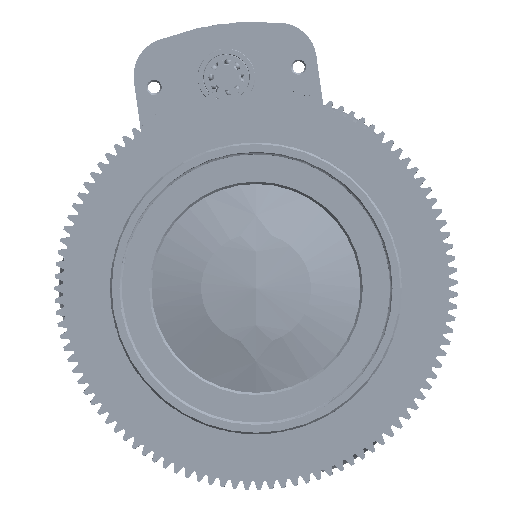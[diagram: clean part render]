
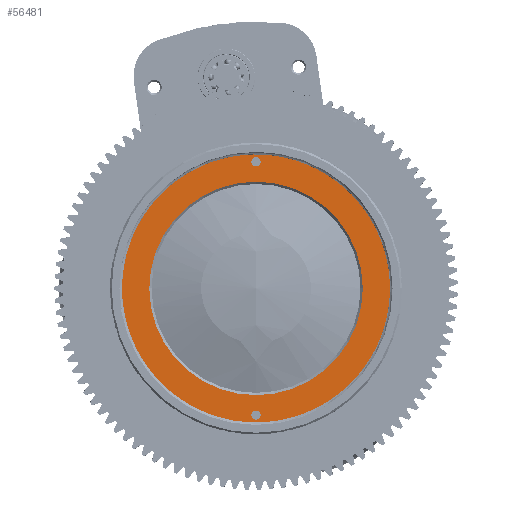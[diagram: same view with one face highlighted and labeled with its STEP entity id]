
A CAD part, left-side view. The second image highlights one B-rep face of the part: STEP entity #56481.
In plain terms, the highlighted planar face has unit normal (-1, 0, 0).
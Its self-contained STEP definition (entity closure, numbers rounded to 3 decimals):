
#56436 = VERTEX_POINT('',#56437);
#56437 = CARTESIAN_POINT('',(-14.879,-13.9,0.));
#56445 = VERTEX_POINT('',#56446);
#56446 = CARTESIAN_POINT('',(-14.879,13.9,0.));
#56452 = EDGE_CURVE('',#56436,#56445,#56453,.T.);
#56453 = CIRCLE('',#56454,13.9);
#56454 = AXIS2_PLACEMENT_3D('',#56455,#56456,#56457);
#56455 = CARTESIAN_POINT('',(-14.879,0.,0.));
#56456 = DIRECTION('',(-1.,0.,0.));
#56457 = DIRECTION('',(0.,-1.,0.));
#56468 = EDGE_CURVE('',#56436,#56445,#56469,.T.);
#56469 = CIRCLE('',#56470,13.9);
#56470 = AXIS2_PLACEMENT_3D('',#56471,#56472,#56473);
#56471 = CARTESIAN_POINT('',(-14.879,0.,0.));
#56472 = DIRECTION('',(1.,0.,0.));
#56473 = DIRECTION('',(0.,-1.,0.));
#56481 = ADVANCED_FACE('',(#56482,#56502,#56506,#56526),#56546,.F.);
#56482 = FACE_BOUND('',#56483,.F.);
#56483 = EDGE_LOOP('',(#56484,#56495));
#56484 = ORIENTED_EDGE('',*,*,#56485,.F.);
#56485 = EDGE_CURVE('',#56486,#56488,#56490,.T.);
#56486 = VERTEX_POINT('',#56487);
#56487 = CARTESIAN_POINT('',(-14.879,-17.85,0.));
#56488 = VERTEX_POINT('',#56489);
#56489 = CARTESIAN_POINT('',(-14.879,17.85,0.));
#56490 = CIRCLE('',#56491,17.85);
#56491 = AXIS2_PLACEMENT_3D('',#56492,#56493,#56494);
#56492 = CARTESIAN_POINT('',(-14.879,0.,0.));
#56493 = DIRECTION('',(-1.,0.,0.));
#56494 = DIRECTION('',(0.,-1.,0.));
#56495 = ORIENTED_EDGE('',*,*,#56496,.T.);
#56496 = EDGE_CURVE('',#56486,#56488,#56497,.T.);
#56497 = CIRCLE('',#56498,17.85);
#56498 = AXIS2_PLACEMENT_3D('',#56499,#56500,#56501);
#56499 = CARTESIAN_POINT('',(-14.879,0.,0.));
#56500 = DIRECTION('',(1.,0.,0.));
#56501 = DIRECTION('',(0.,-1.,0.));
#56502 = FACE_BOUND('',#56503,.F.);
#56503 = EDGE_LOOP('',(#56504,#56505));
#56504 = ORIENTED_EDGE('',*,*,#56468,.F.);
#56505 = ORIENTED_EDGE('',*,*,#56452,.T.);
#56506 = FACE_BOUND('',#56507,.F.);
#56507 = EDGE_LOOP('',(#56508,#56519));
#56508 = ORIENTED_EDGE('',*,*,#56509,.T.);
#56509 = EDGE_CURVE('',#56510,#56512,#56514,.T.);
#56510 = VERTEX_POINT('',#56511);
#56511 = CARTESIAN_POINT('',(-14.879,-16.5,-0.6));
#56512 = VERTEX_POINT('',#56513);
#56513 = CARTESIAN_POINT('',(-14.879,-16.5,0.6));
#56514 = CIRCLE('',#56515,0.6);
#56515 = AXIS2_PLACEMENT_3D('',#56516,#56517,#56518);
#56516 = CARTESIAN_POINT('',(-14.879,-16.5,0.));
#56517 = DIRECTION('',(-1.,0.,0.));
#56518 = DIRECTION('',(0.,0.,-1.));
#56519 = ORIENTED_EDGE('',*,*,#56520,.T.);
#56520 = EDGE_CURVE('',#56512,#56510,#56521,.T.);
#56521 = CIRCLE('',#56522,0.6);
#56522 = AXIS2_PLACEMENT_3D('',#56523,#56524,#56525);
#56523 = CARTESIAN_POINT('',(-14.879,-16.5,0.));
#56524 = DIRECTION('',(-1.,0.,0.));
#56525 = DIRECTION('',(0.,0.,1.));
#56526 = FACE_BOUND('',#56527,.F.);
#56527 = EDGE_LOOP('',(#56528,#56539));
#56528 = ORIENTED_EDGE('',*,*,#56529,.T.);
#56529 = EDGE_CURVE('',#56530,#56532,#56534,.T.);
#56530 = VERTEX_POINT('',#56531);
#56531 = CARTESIAN_POINT('',(-14.879,16.5,-0.6));
#56532 = VERTEX_POINT('',#56533);
#56533 = CARTESIAN_POINT('',(-14.879,16.5,0.6));
#56534 = CIRCLE('',#56535,0.6);
#56535 = AXIS2_PLACEMENT_3D('',#56536,#56537,#56538);
#56536 = CARTESIAN_POINT('',(-14.879,16.5,0.));
#56537 = DIRECTION('',(-1.,0.,0.));
#56538 = DIRECTION('',(0.,0.,-1.));
#56539 = ORIENTED_EDGE('',*,*,#56540,.T.);
#56540 = EDGE_CURVE('',#56532,#56530,#56541,.T.);
#56541 = CIRCLE('',#56542,0.6);
#56542 = AXIS2_PLACEMENT_3D('',#56543,#56544,#56545);
#56543 = CARTESIAN_POINT('',(-14.879,16.5,0.));
#56544 = DIRECTION('',(-1.,0.,0.));
#56545 = DIRECTION('',(0.,0.,1.));
#56546 = PLANE('',#56547);
#56547 = AXIS2_PLACEMENT_3D('',#56548,#56549,#56550);
#56548 = CARTESIAN_POINT('',(-14.879,0.,0.));
#56549 = DIRECTION('',(1.,0.,0.));
#56550 = DIRECTION('',(0.,-1.,0.));
